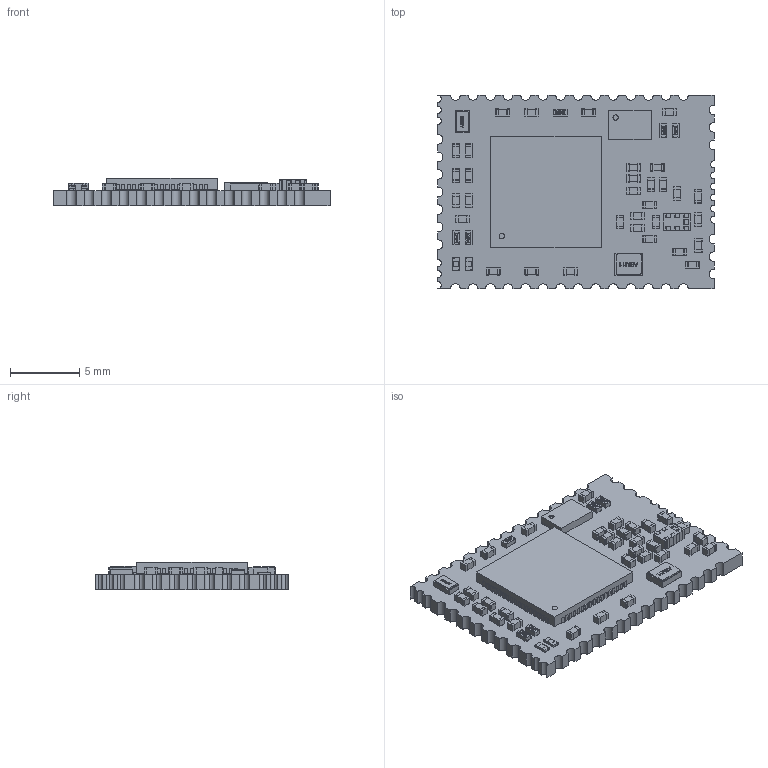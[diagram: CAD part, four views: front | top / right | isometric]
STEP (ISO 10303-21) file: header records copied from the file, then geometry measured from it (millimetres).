
FILE_DESCRIPTION(('Open CASCADE Model'),'2;1');
FILE_NAME('Open CASCADE Shape Model','2021-09-28T08:12:53',('Author'),( 'Open CASCADE'),'Open CASCADE STEP processor 6.8','Open CASCADE 6.8' ,'Unknown');
FILE_SCHEMA(('AUTOMOTIVE_DESIGN { 1 0 10303 214 1 1 1 1 }'));
Length unit declared in the file: millimetre
Products named in the file (68): PCB; Board; Open CASCADE STEP translator 6.8 2.1.1; Open CASCADE STEP translator 6.8 2.1.1.1; D2; ChipLedWith-Green; Open CASCADE STEP translator 6.8 2.2.1.1; Open CASCADE STEP translator 6.8 2.2.1.2; D1; ChipLedWith-Red; Open CASCADE STEP translator 6.8 2.3.1.1; Open CASCADE STEP translator 6.8 2.3.1.2; U1; QFN68_8X8_SIL; R2; 0402_resistor; R1; C1; 0402_cap; U2; 6252958768; Open_CASCADE_STEP_translator_6.8_6.1; Body; Open_CASCADE_STEP_translator_6.8_6.2.1; Thermal_Shape; Pin_Shape; Open_CASCADE_STEP_translator_6.8_6.4.1; Y2; ABM11; Y1; ABS05; R5; R4; R3; L10; FER_0402; L9; L8; L7; L6 ...
Assembly tree (108 placements, depth 5):
  PCB
    Board
      Open CASCADE STEP translator 6.8 2.1.1
        Open CASCADE STEP translator 6.8 2.1.1.1
    D2
      ChipLedWith-Green
        Open CASCADE STEP translator 6.8 2.2.1.1
        Open CASCADE STEP translator 6.8 2.2.1.2
    D1
      ChipLedWith-Red
        Open CASCADE STEP translator 6.8 2.3.1.1
        Open CASCADE STEP translator 6.8 2.3.1.2
    U1
      QFN68_8X8_SIL
    R2
      0402_resistor
    R1
      0402_resistor
    C1
      0402_cap
    U2
      6252958768
        Open_CASCADE_STEP_translator_6.8_6.1
        Body
          Open_CASCADE_STEP_translator_6.8_6.2.1
        Thermal_Shape
        Pin_Shape  x8
          Open_CASCADE_STEP_translator_6.8_6.4.1
    Y2
      ABM11
    Y1
      ABS05
    R5
      0402_resistor
    R4
      0402_resistor
    R3
      0402_resistor
    L10
      FER_0402
    L9
      FER_0402
    L8
      FER_0402
    L7
      FER_0402
    L6
      FER_0402
    L5
      FER_0402
    L4
      FER_0402
    L3
      FER_0402
    L2
      FER_0402
    C24
      0402_cap
    C23
      0402_cap
Bounding box: 20 x 14 x 1.99 mm (x, y, z)
Volume: 370.4 mm3; surface area: 1073.6 mm2
Topology: 151 solids, 152 shells, 3507 faces, 8108 edges, 4425 vertices
Faces by surface type: plane 1724, cylinder 920, bspline 463, sphere 376, torus 24
Full cylindrical faces by diameter (mm): 0.388 x1, 0.4 x1
Entity records: 60461 total; most frequent: CARTESIAN_POINT 18215, ORIENTED_EDGE 7515, DIRECTION 5951, EDGE_CURVE 3758, LINE 2439, VECTOR 2439, VERTEX_POINT 2391, AXIS2_PLACEMENT_3D 1756
